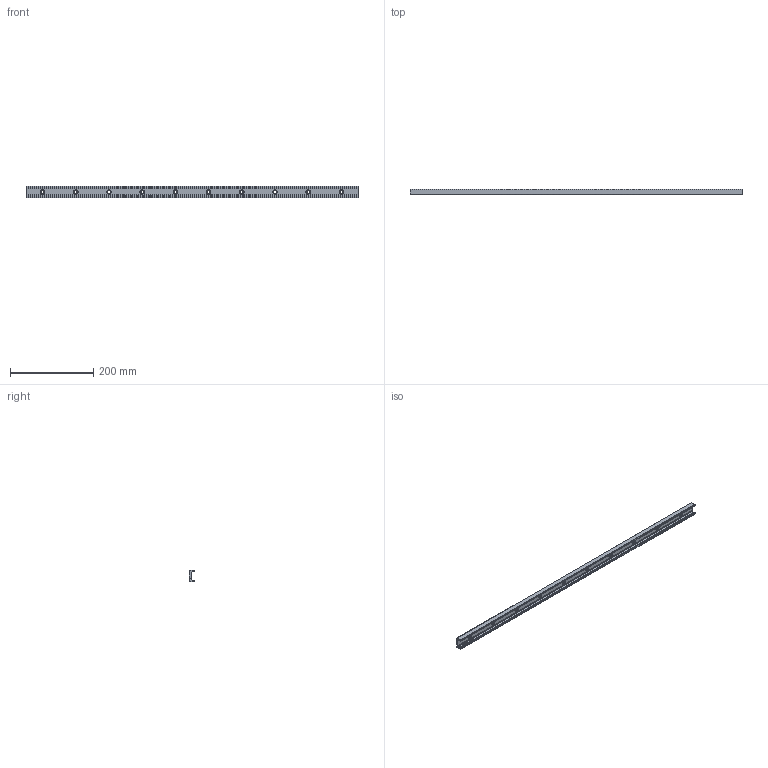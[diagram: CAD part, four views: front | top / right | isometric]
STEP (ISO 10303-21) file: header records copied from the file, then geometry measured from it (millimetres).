
FILE_DESCRIPTION((''),'2;1');
FILE_NAME('LCX 28H-0800.C.stp','2016-04-28T08:19:40',('MRathmann'),(''),'Autodesk Inventor 2012','Autodesk Inventor 2012','');
FILE_SCHEMA(('CONFIG_CONTROL_DESIGN'));
Length unit declared in the file: millimetre
Products named in the file (1): LCX 28H-0800.C
Bounding box: 800 x 12.3 x 28 mm (x, y, z)
Volume: 129352.1 mm3; surface area: 77765 mm2
Topology: 1 solids, 1 shells, 54 faces, 136 edges, 94 vertices
Faces by surface type: cylinder 31, plane 23
Full cylindrical faces by diameter (mm): 6.4 x10, 11 x10
Entity records: 1538 total; most frequent: DIRECTION 278, CARTESIAN_POINT 245, ORIENTED_EDGE 212, AXIS2_PLACEMENT_3D 117, EDGE_CURVE 106, EDGE_LOOP 104, VERTEX_POINT 84, CIRCLE 62
